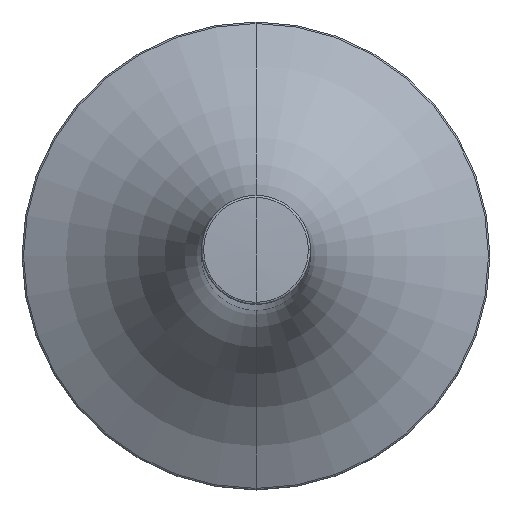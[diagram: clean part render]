
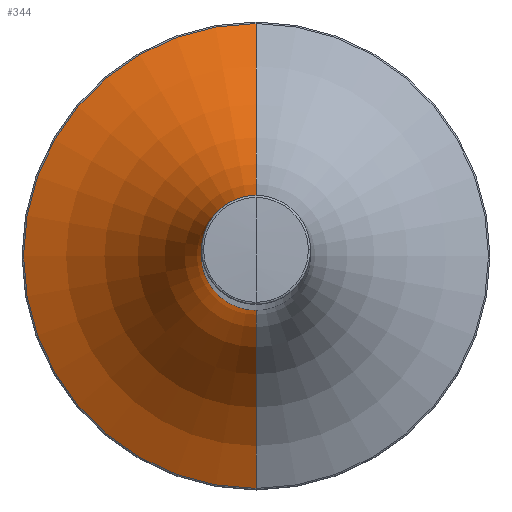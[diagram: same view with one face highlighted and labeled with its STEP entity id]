
A CAD part, top view. The second image highlights one B-rep face of the part: STEP entity #344.
In plain terms, the highlighted toroidal (fillet/blend) face has major radius 42.174 mm and minor radius 35.174 mm.
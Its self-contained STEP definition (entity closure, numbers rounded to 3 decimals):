
#65 = DIRECTION ( 'NONE',  ( 0., 0., 1. ) ) ;
#91 = AXIS2_PLACEMENT_3D ( 'NONE', #303, #864, #811 ) ;
#92 = DIRECTION ( 'NONE',  ( -1., 0., 0. ) ) ;
#106 = ORIENTED_EDGE ( 'NONE', *, *, #610, .T. ) ;
#116 = AXIS2_PLACEMENT_3D ( 'NONE', #557, #92, #65 ) ;
#164 = EDGE_CURVE ( 'NONE', #199, #604, #953, .T. ) ;
#199 = VERTEX_POINT ( 'NONE', #609 ) ;
#223 = DIRECTION ( 'NONE',  ( 0., 0., -1. ) ) ;
#231 = CARTESIAN_POINT ( 'NONE',  ( 0., 37., -42.174 ) ) ;
#257 = ORIENTED_EDGE ( 'NONE', *, *, #597, .T. ) ;
#268 = VERTEX_POINT ( 'NONE', #868 ) ;
#276 = DIRECTION ( 'NONE',  ( 0., 0., 1. ) ) ;
#278 = DIRECTION ( 'NONE',  ( 0., -1., 0. ) ) ;
#279 = CARTESIAN_POINT ( 'NONE',  ( 0., 4.072, 29.805 ) ) ;
#290 = ORIENTED_EDGE ( 'NONE', *, *, #798, .F. ) ;
#303 = CARTESIAN_POINT ( 'NONE',  ( 0., 4.072, 0. ) ) ;
#323 = VERTEX_POINT ( 'NONE', #921 ) ;
#344 = ADVANCED_FACE ( 'NONE', ( #677 ), #664, .F. ) ;
#381 = DIRECTION ( 'NONE',  ( 1., 0., 0. ) ) ;
#457 = CIRCLE ( 'NONE', #116, 35.174 ) ;
#471 = CIRCLE ( 'NONE', #958, 35.174 ) ;
#493 = CIRCLE ( 'NONE', #589, 7.001 ) ;
#521 = AXIS2_PLACEMENT_3D ( 'NONE', #988, #796, #709 ) ;
#557 = CARTESIAN_POINT ( 'NONE',  ( 0., 37., 42.174 ) ) ;
#589 = AXIS2_PLACEMENT_3D ( 'NONE', #986, #278, #276 ) ;
#597 = EDGE_CURVE ( 'NONE', #268, #323, #493, .T. ) ;
#604 = VERTEX_POINT ( 'NONE', #279 ) ;
#609 = CARTESIAN_POINT ( 'NONE',  ( 0., 4.072, -29.805 ) ) ;
#610 = EDGE_CURVE ( 'NONE', #323, #199, #471, .T. ) ;
#664 = TOROIDAL_SURFACE ( 'NONE', #521, 42.174, 35.174 ) ;
#677 = FACE_OUTER_BOUND ( 'NONE', #950, .T. ) ;
#709 = DIRECTION ( 'NONE',  ( 0., 0., 1. ) ) ;
#796 = DIRECTION ( 'NONE',  ( 0., 1., 0. ) ) ;
#798 = EDGE_CURVE ( 'NONE', #268, #604, #457, .T. ) ;
#811 = DIRECTION ( 'NONE',  ( 0., 0., 1. ) ) ;
#864 = DIRECTION ( 'NONE',  ( 0., 1., 0. ) ) ;
#868 = CARTESIAN_POINT ( 'NONE',  ( 0., 36.703, 7.001 ) ) ;
#921 = CARTESIAN_POINT ( 'NONE',  ( 0., 36.703, -7.001 ) ) ;
#950 = EDGE_LOOP ( 'NONE', ( #257, #106, #1016, #290 ) ) ;
#953 = CIRCLE ( 'NONE', #91, 29.805 ) ;
#958 = AXIS2_PLACEMENT_3D ( 'NONE', #231, #381, #223 ) ;
#986 = CARTESIAN_POINT ( 'NONE',  ( 0., 36.703, 0. ) ) ;
#988 = CARTESIAN_POINT ( 'NONE',  ( 0., 37., 0. ) ) ;
#1016 = ORIENTED_EDGE ( 'NONE', *, *, #164, .T. ) ;
